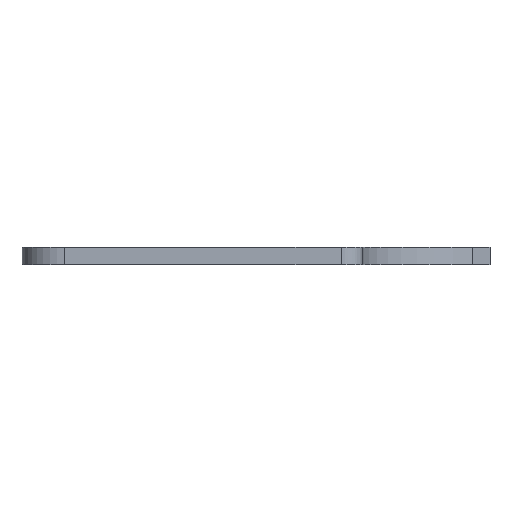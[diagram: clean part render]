
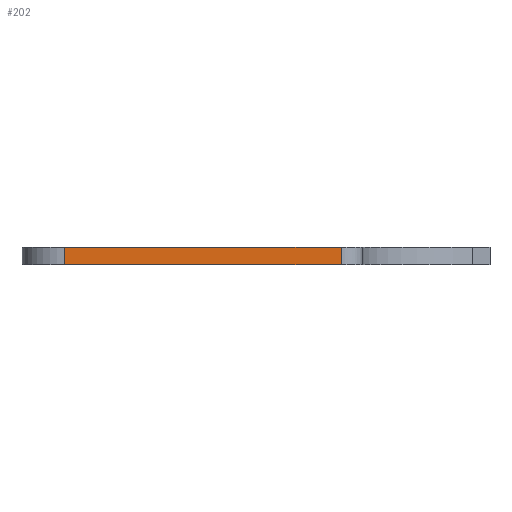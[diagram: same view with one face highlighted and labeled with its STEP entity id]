
A CAD part, left-side view. The second image highlights one B-rep face of the part: STEP entity #202.
In plain terms, the highlighted planar face has unit normal (-1, 0, 0).
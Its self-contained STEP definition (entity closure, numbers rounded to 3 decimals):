
#202=ADVANCED_FACE('',(#381),#294,.F.);
#294=PLANE('',#2752);
#381=FACE_OUTER_BOUND('',#471,.T.);
#471=EDGE_LOOP('',(#731,#732,#733,#734));
#731=ORIENTED_EDGE('',*,*,#1415,.F.);
#732=ORIENTED_EDGE('',*,*,#1416,.T.);
#733=ORIENTED_EDGE('',*,*,#1417,.T.);
#734=ORIENTED_EDGE('',*,*,#1418,.T.);
#1199=VERTEX_POINT('',#3788);
#1200=VERTEX_POINT('',#3789);
#1201=VERTEX_POINT('',#3791);
#1202=VERTEX_POINT('',#3793);
#1415=EDGE_CURVE('',#1199,#1200,#2047,.T.);
#1416=EDGE_CURVE('',#1199,#1201,#2048,.T.);
#1417=EDGE_CURVE('',#1201,#1202,#2049,.T.);
#1418=EDGE_CURVE('',#1202,#1200,#2050,.T.);
#2047=LINE('',#3787,#2396);
#2048=LINE('',#3790,#2397);
#2049=LINE('',#3792,#2398);
#2050=LINE('',#3794,#2399);
#2396=VECTOR('',#3155,1.);
#2397=VECTOR('',#3156,1.);
#2398=VECTOR('',#3157,1.);
#2399=VECTOR('',#3158,1.);
#2752=AXIS2_PLACEMENT_3D('',#3795,#3159,#3160);
#3155=DIRECTION('',(0.,-1.,0.));
#3156=DIRECTION('',(0.,0.,-1.));
#3157=DIRECTION('',(0.,-1.,0.));
#3158=DIRECTION('',(0.,0.,1.));
#3159=DIRECTION('',(1.,0.,0.));
#3160=DIRECTION('',(0.,1.,0.));
#3787=CARTESIAN_POINT('',(-50.,106.,4.));
#3788=CARTESIAN_POINT('',(-50.,96.,4.));
#3789=CARTESIAN_POINT('',(-50.,31.,4.));
#3790=CARTESIAN_POINT('',(-50.,96.,4.));
#3791=CARTESIAN_POINT('',(-50.,96.,0.));
#3792=CARTESIAN_POINT('',(-50.,106.,0.));
#3793=CARTESIAN_POINT('',(-50.,31.,0.));
#3794=CARTESIAN_POINT('',(-50.,31.,4.));
#3795=CARTESIAN_POINT('',(-50.,106.,4.));
